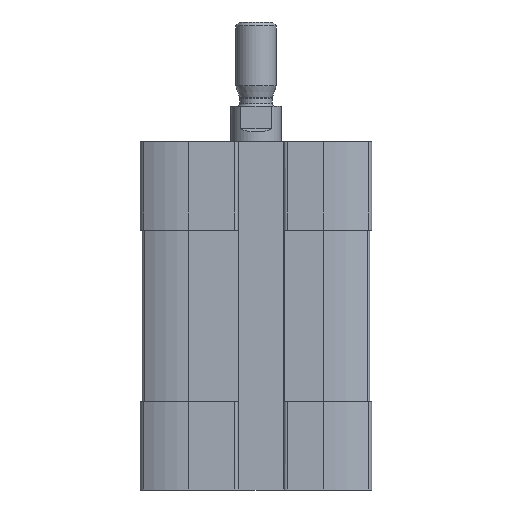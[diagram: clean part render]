
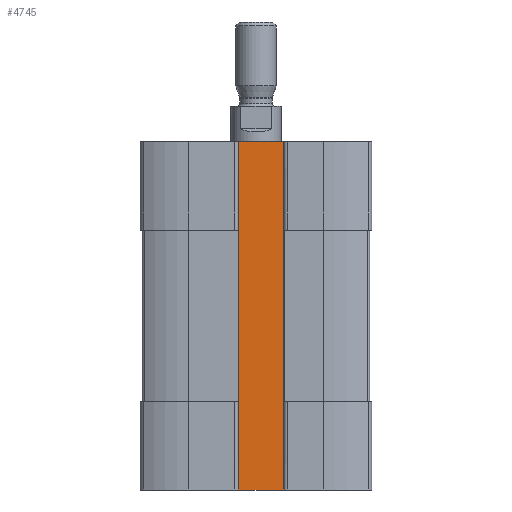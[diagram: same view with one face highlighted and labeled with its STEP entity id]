
A CAD part, front view. The second image highlights one B-rep face of the part: STEP entity #4745.
In plain terms, the highlighted planar face has unit normal (0, -1, 0).
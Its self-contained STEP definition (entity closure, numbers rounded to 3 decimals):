
#46=PLANE('',#5122);
#289=LINE('',#7416,#669);
#290=LINE('',#7418,#670);
#291=LINE('',#7420,#671);
#292=LINE('',#7422,#672);
#669=VECTOR('',#5786,1000.);
#670=VECTOR('',#5789,1000.);
#671=VECTOR('',#5790,1000.);
#672=VECTOR('',#5791,1000.);
#1365=ORIENTED_EDGE('',*,*,#2700,.F.);
#1366=ORIENTED_EDGE('',*,*,#2699,.F.);
#1367=ORIENTED_EDGE('',*,*,#2701,.T.);
#1368=ORIENTED_EDGE('',*,*,#2702,.T.);
#2699=EDGE_CURVE('',#3352,#3351,#289,.T.);
#2700=EDGE_CURVE('',#3351,#3353,#290,.T.);
#2701=EDGE_CURVE('',#3352,#3354,#291,.T.);
#2702=EDGE_CURVE('',#3354,#3353,#292,.T.);
#3351=VERTEX_POINT('',#7413);
#3352=VERTEX_POINT('',#7415);
#3353=VERTEX_POINT('',#7419);
#3354=VERTEX_POINT('',#7421);
#3938=EDGE_LOOP('',(#1365,#1366,#1367,#1368));
#4334=FACE_BOUND('',#3938,.T.);
#4745=ADVANCED_FACE('',(#4334),#46,.T.);
#5122=AXIS2_PLACEMENT_3D('',#7417,#5787,#5788);
#5786=DIRECTION('',(0.,0.,1.));
#5787=DIRECTION('',(0.,-1.,0.));
#5788=DIRECTION('',(0.,0.,-1.));
#5789=DIRECTION('',(1.,0.,0.));
#5790=DIRECTION('',(1.,0.,0.));
#5791=DIRECTION('',(0.,0.,1.));
#7413=CARTESIAN_POINT('',(-2.4,-8.3,0.));
#7415=CARTESIAN_POINT('',(-2.4,-8.3,-41.35));
#7416=CARTESIAN_POINT('',(-2.4,-8.3,-41.35));
#7417=CARTESIAN_POINT('',(-2.4,-8.3,-41.35));
#7418=CARTESIAN_POINT('',(-2.4,-8.3,0.));
#7419=CARTESIAN_POINT('',(3.6,-8.3,0.));
#7420=CARTESIAN_POINT('',(-2.4,-8.3,-41.35));
#7421=CARTESIAN_POINT('',(3.6,-8.3,-41.35));
#7422=CARTESIAN_POINT('',(3.6,-8.3,-41.35));
